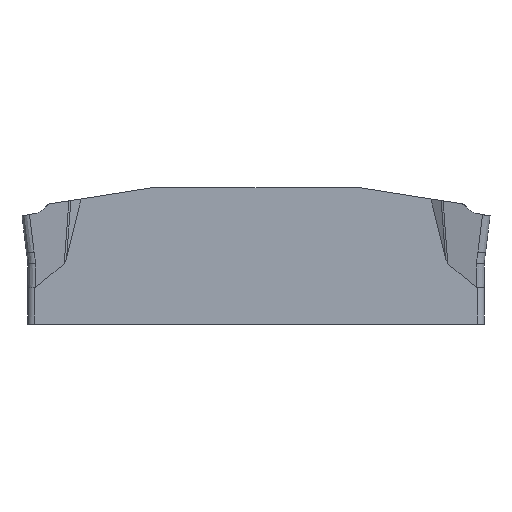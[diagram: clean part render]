
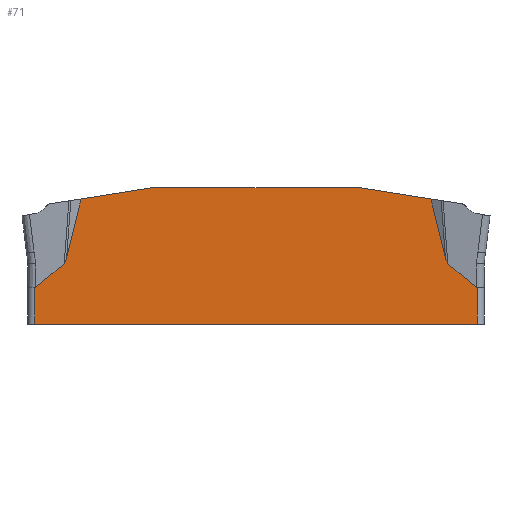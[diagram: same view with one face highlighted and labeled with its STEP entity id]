
A CAD part, left-side view. The second image highlights one B-rep face of the part: STEP entity #71.
In plain terms, the highlighted planar face has unit normal (-1, 0, 0).
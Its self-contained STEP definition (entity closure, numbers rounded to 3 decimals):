
#71=ADVANCED_FACE('SIDE_IB_1_SU5',(#137),#117,.F.);
#117=PLANE('',#885);
#137=FACE_OUTER_BOUND('',#183,.T.);
#183=EDGE_LOOP('',(#229,#230,#231,#232,#233,#234,#235,#236,#237,#238,#239,
#240,#241,#242));
#229=ORIENTED_EDGE('',*,*,#557,.F.);
#230=ORIENTED_EDGE('',*,*,#558,.T.);
#231=ORIENTED_EDGE('',*,*,#559,.T.);
#232=ORIENTED_EDGE('',*,*,#560,.T.);
#233=ORIENTED_EDGE('',*,*,#561,.T.);
#234=ORIENTED_EDGE('',*,*,#562,.T.);
#235=ORIENTED_EDGE('',*,*,#563,.F.);
#236=ORIENTED_EDGE('',*,*,#564,.T.);
#237=ORIENTED_EDGE('',*,*,#565,.T.);
#238=ORIENTED_EDGE('',*,*,#566,.T.);
#239=ORIENTED_EDGE('',*,*,#567,.T.);
#240=ORIENTED_EDGE('',*,*,#568,.T.);
#241=ORIENTED_EDGE('',*,*,#569,.F.);
#242=ORIENTED_EDGE('',*,*,#570,.F.);
#477=VERTEX_POINT('',#1116);
#478=VERTEX_POINT('',#1117);
#479=VERTEX_POINT('',#1119);
#480=VERTEX_POINT('',#1133);
#481=VERTEX_POINT('',#1135);
#482=VERTEX_POINT('',#1146);
#483=VERTEX_POINT('',#1148);
#484=VERTEX_POINT('',#1150);
#485=VERTEX_POINT('',#1152);
#486=VERTEX_POINT('',#1163);
#487=VERTEX_POINT('',#1165);
#488=VERTEX_POINT('',#1176);
#489=VERTEX_POINT('',#1178);
#490=VERTEX_POINT('',#1180);
#557=EDGE_CURVE('',#477,#478,#681,.T.);
#558=EDGE_CURVE('',#477,#479,#682,.T.);
#559=EDGE_CURVE('',#479,#480,#797,.T.);
#560=EDGE_CURVE('',#480,#481,#683,.T.);
#561=EDGE_CURVE('',#481,#482,#798,.T.);
#562=EDGE_CURVE('',#482,#483,#684,.T.);
#563=EDGE_CURVE('',#484,#483,#685,.T.);
#564=EDGE_CURVE('',#484,#485,#686,.T.);
#565=EDGE_CURVE('',#485,#486,#799,.T.);
#566=EDGE_CURVE('',#486,#487,#687,.T.);
#567=EDGE_CURVE('',#487,#488,#800,.T.);
#568=EDGE_CURVE('',#488,#489,#688,.T.);
#569=EDGE_CURVE('',#490,#489,#689,.T.);
#570=EDGE_CURVE('',#478,#490,#690,.T.);
#681=LINE('',#1115,#733);
#682=LINE('',#1118,#734);
#683=LINE('',#1134,#735);
#684=LINE('',#1147,#736);
#685=LINE('',#1149,#737);
#686=LINE('',#1151,#738);
#687=LINE('',#1164,#739);
#688=LINE('',#1177,#740);
#689=LINE('',#1179,#741);
#690=LINE('',#1181,#742);
#733=VECTOR('',#921,1.);
#734=VECTOR('',#922,1.);
#735=VECTOR('',#923,1.);
#736=VECTOR('',#924,1.);
#737=VECTOR('',#925,1.);
#738=VECTOR('',#926,1.);
#739=VECTOR('',#927,1.);
#740=VECTOR('',#928,1.);
#741=VECTOR('',#929,1.);
#742=VECTOR('',#930,1.);
#797=B_SPLINE_CURVE_WITH_KNOTS('',3,(#1120,#1121,#1122,#1123,#1124,#1125,
#1126,#1127,#1128,#1129,#1130,#1131,#1132),.UNSPECIFIED.,.F.,.F.,(4,3,3,
3,4),(0.,0.624,0.809,0.965,1.),
 .UNSPECIFIED.);
#798=B_SPLINE_CURVE_WITH_KNOTS('',3,(#1136,#1137,#1138,#1139,#1140,#1141,
#1142,#1143,#1144,#1145),.UNSPECIFIED.,.F.,.F.,(4,3,3,4),(0.,0.491,
0.897,1.),.UNSPECIFIED.);
#799=B_SPLINE_CURVE_WITH_KNOTS('',3,(#1153,#1154,#1155,#1156,#1157,#1158,
#1159,#1160,#1161,#1162),.UNSPECIFIED.,.F.,.F.,(4,3,3,4),(0.,0.402,
0.932,1.),.UNSPECIFIED.);
#800=B_SPLINE_CURVE_WITH_KNOTS('',3,(#1166,#1167,#1168,#1169,#1170,#1171,
#1172,#1173,#1174,#1175),.UNSPECIFIED.,.F.,.F.,(4,3,3,4),(0.,0.162,
0.437,1.),.UNSPECIFIED.);
#885=AXIS2_PLACEMENT_3D('',#1182,#931,#932);
#921=DIRECTION('',(0.,-0.988,0.156));
#922=DIRECTION('',(0.,0.238,-0.971));
#923=DIRECTION('',(0.,0.77,-0.638));
#924=DIRECTION('',(0.,0.,-1.));
#925=DIRECTION('',(0.,1.,0.));
#926=DIRECTION('',(0.,0.,1.));
#927=DIRECTION('',(0.,0.77,0.638));
#928=DIRECTION('',(0.,0.238,0.971));
#929=DIRECTION('',(0.,-0.988,-0.156));
#930=DIRECTION('',(0.,-1.,0.));
#931=DIRECTION('',(1.,0.,0.));
#932=DIRECTION('',(0.,0.,-1.));
#1115=CARTESIAN_POINT('',(-1.15,0.294,1.855));
#1116=CARTESIAN_POINT('',(-1.15,7.435,0.724));
#1117=CARTESIAN_POINT('',(-1.15,4.475,1.192));
#1118=CARTESIAN_POINT('',(-1.15,7.179,1.763));
#1119=CARTESIAN_POINT('',(-1.15,8.045,-1.763));
#1120=CARTESIAN_POINT('',(-1.15,8.045,-1.763));
#1121=CARTESIAN_POINT('',(-1.15,8.059,-1.82));
#1122=CARTESIAN_POINT('',(-1.15,8.075,-1.878));
#1123=CARTESIAN_POINT('',(-1.15,8.096,-1.933));
#1124=CARTESIAN_POINT('',(-1.15,8.102,-1.95));
#1125=CARTESIAN_POINT('',(-1.15,8.108,-1.966));
#1126=CARTESIAN_POINT('',(-1.15,8.116,-1.981));
#1127=CARTESIAN_POINT('',(-1.15,8.123,-1.995));
#1128=CARTESIAN_POINT('',(-1.15,8.13,-2.008));
#1129=CARTESIAN_POINT('',(-1.15,8.14,-2.019));
#1130=CARTESIAN_POINT('',(-1.15,8.142,-2.021));
#1131=CARTESIAN_POINT('',(-1.15,8.145,-2.024));
#1132=CARTESIAN_POINT('',(-1.15,8.147,-2.026));
#1133=CARTESIAN_POINT('',(-1.15,8.147,-2.026));
#1134=CARTESIAN_POINT('',(-1.15,2.324,2.803));
#1135=CARTESIAN_POINT('',(-1.15,9.367,-3.037));
#1136=CARTESIAN_POINT('',(-1.15,9.367,-3.037));
#1137=CARTESIAN_POINT('',(-1.15,9.37,-3.04));
#1138=CARTESIAN_POINT('',(-1.15,9.374,-3.043));
#1139=CARTESIAN_POINT('',(-1.15,9.379,-3.045));
#1140=CARTESIAN_POINT('',(-1.15,9.382,-3.046));
#1141=CARTESIAN_POINT('',(-1.15,9.386,-3.047));
#1142=CARTESIAN_POINT('',(-1.15,9.39,-3.048));
#1143=CARTESIAN_POINT('',(-1.15,9.391,-3.048));
#1144=CARTESIAN_POINT('',(-1.15,9.392,-3.048));
#1145=CARTESIAN_POINT('',(-1.15,9.393,-3.048));
#1146=CARTESIAN_POINT('',(-1.15,9.393,-3.048));
#1147=CARTESIAN_POINT('',(-1.15,9.393,0.));
#1148=CARTESIAN_POINT('',(-1.15,9.393,-4.592));
#1149=CARTESIAN_POINT('',(-1.15,0.,-4.592));
#1150=CARTESIAN_POINT('',(-1.15,-9.393,-4.592));
#1151=CARTESIAN_POINT('',(-1.15,-9.393,0.));
#1152=CARTESIAN_POINT('',(-1.15,-9.393,-3.048));
#1153=CARTESIAN_POINT('',(-1.15,-9.393,-3.048));
#1154=CARTESIAN_POINT('',(-1.15,-9.389,-3.048));
#1155=CARTESIAN_POINT('',(-1.15,-9.385,-3.047));
#1156=CARTESIAN_POINT('',(-1.15,-9.381,-3.046));
#1157=CARTESIAN_POINT('',(-1.15,-9.377,-3.044));
#1158=CARTESIAN_POINT('',(-1.15,-9.372,-3.041));
#1159=CARTESIAN_POINT('',(-1.15,-9.368,-3.038));
#1160=CARTESIAN_POINT('',(-1.15,-9.368,-3.038));
#1161=CARTESIAN_POINT('',(-1.15,-9.367,-3.037));
#1162=CARTESIAN_POINT('',(-1.15,-9.367,-3.037));
#1163=CARTESIAN_POINT('',(-1.15,-9.367,-3.037));
#1164=CARTESIAN_POINT('',(-1.15,-2.324,2.803));
#1165=CARTESIAN_POINT('',(-1.15,-8.147,-2.026));
#1166=CARTESIAN_POINT('',(-1.15,-8.147,-2.026));
#1167=CARTESIAN_POINT('',(-1.15,-8.136,-2.016));
#1168=CARTESIAN_POINT('',(-1.15,-8.127,-2.002));
#1169=CARTESIAN_POINT('',(-1.15,-8.12,-1.989));
#1170=CARTESIAN_POINT('',(-1.15,-8.108,-1.966));
#1171=CARTESIAN_POINT('',(-1.15,-8.098,-1.941));
#1172=CARTESIAN_POINT('',(-1.15,-8.09,-1.917));
#1173=CARTESIAN_POINT('',(-1.15,-8.072,-1.866));
#1174=CARTESIAN_POINT('',(-1.15,-8.058,-1.815));
#1175=CARTESIAN_POINT('',(-1.15,-8.045,-1.763));
#1176=CARTESIAN_POINT('',(-1.15,-8.045,-1.763));
#1177=CARTESIAN_POINT('',(-1.15,-7.179,1.763));
#1178=CARTESIAN_POINT('',(-1.15,-7.435,0.724));
#1179=CARTESIAN_POINT('',(-1.15,-0.294,1.855));
#1180=CARTESIAN_POINT('',(-1.15,-4.475,1.192));
#1181=CARTESIAN_POINT('',(-1.15,0.,1.192));
#1182=CARTESIAN_POINT('',(-1.15,0.,0.));
